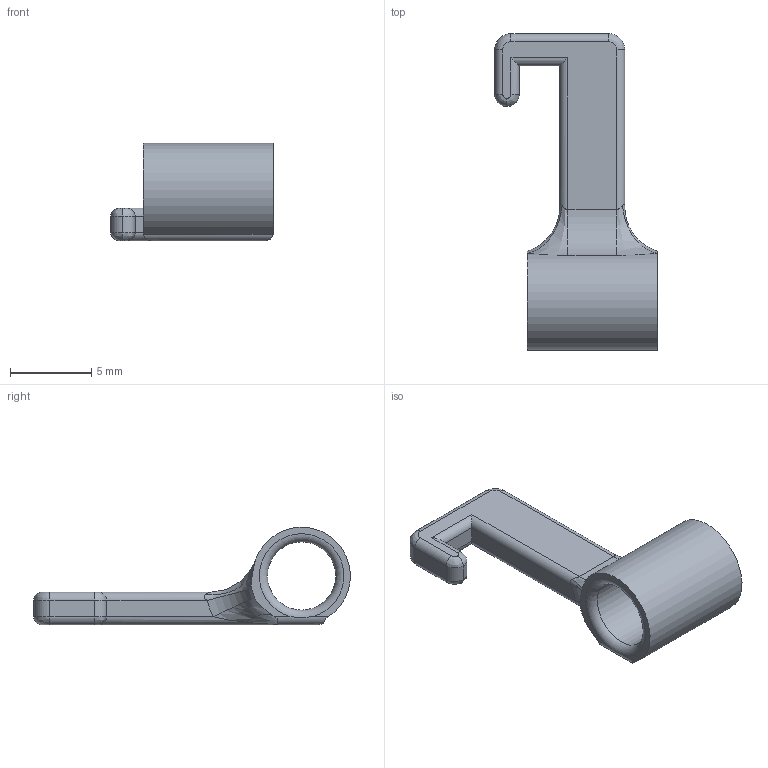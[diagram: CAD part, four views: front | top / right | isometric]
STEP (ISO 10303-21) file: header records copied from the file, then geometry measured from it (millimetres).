
FILE_DESCRIPTION(/* description */ (''),/* implementation_level */ '2;1');
FILE_NAME(/* name */ '6-Crochet_nacelle v1.step',/* time_stamp */ '2023-06-05T13:53:34+02:00',/* author */ (''),/* organization */ (''),/* preprocessor_version */ 'ST-DEVELOPER v19.2',/* originating_system */ 'Autodesk Translation Framework v12.6.0.85',/* authorisation */ '');
FILE_SCHEMA (('AUTOMOTIVE_DESIGN { 1 0 10303 214 3 1 1 }'));
Length unit declared in the file: millimetre
Products named in the file (1): 6-Crochet_nacelle
Bounding box: 10 x 19.48 x 6 mm (x, y, z)
Volume: 262.2 mm3; surface area: 475 mm2
Topology: 1 solids, 1 shells, 56 faces, 140 edges, 84 vertices
Faces by surface type: cylinder 24, bspline 16, plane 12, torus 4
Full cylindrical faces by diameter (mm): 4.2 x1
Entity records: 2137 total; most frequent: CARTESIAN_POINT 820, ORIENTED_EDGE 280, DIRECTION 264, EDGE_CURVE 140, AXIS2_PLACEMENT_3D 108, VERTEX_POINT 84, CIRCLE 61, FACE_OUTER_BOUND 56
